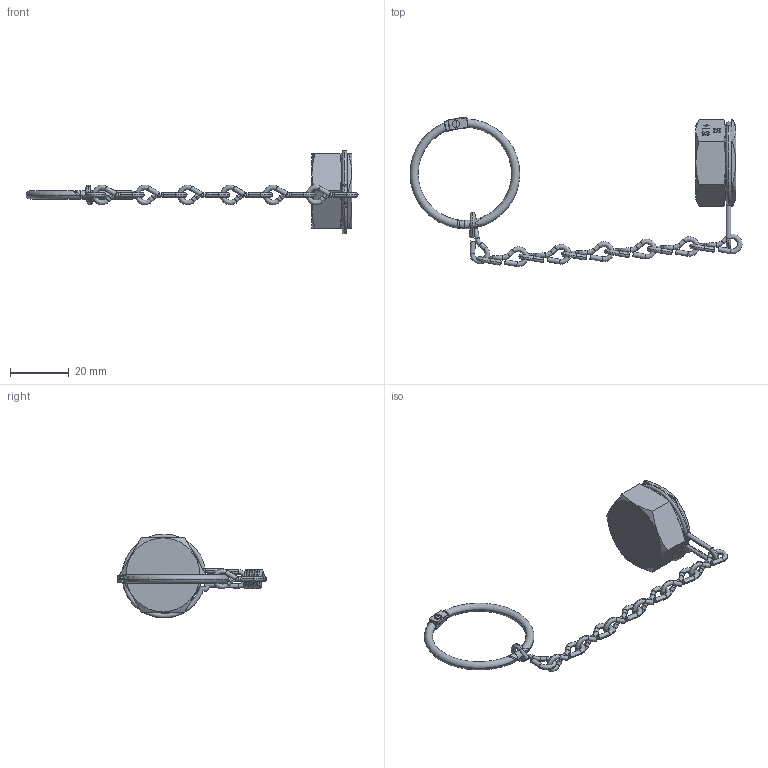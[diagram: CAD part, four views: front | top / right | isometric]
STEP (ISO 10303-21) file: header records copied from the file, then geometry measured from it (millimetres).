
FILE_DESCRIPTION (( 'STEP AP203' ), '1' );
FILE_NAME ('CAP-BS14SS-PR.step', '2025-10-30T20:28:46', ( '' ), ( '' ), 'SwSTEP 2.0', 'SolidWorks 2018', '' );
FILE_SCHEMA (( 'CONFIG_CONTROL_DESIGN' ));
Length unit declared in the file: inch
Products named in the file (9): PRT-001158; ASY-000291; CAP-BS14SS-PR; PRT-002255_SMALL PIN; PRT-002245_RING-1.187D HALF; PRT-000579; PRT-002239_STAINLESS; ASY-000211_One Link Bent; PRT-000846
Assembly tree (15 placements, depth 3):
  CAP-BS14SS-PR
    PRT-001158
    PRT-000846
    ASY-000211_One Link Bent
      PRT-002239_STAINLESS  x7
    ASY-000291
      PRT-002245_RING-1.187D HALF  x2
      PRT-002255_SMALL PIN
    PRT-000579
Bounding box: 112.93 x 50.8 x 28.55 mm (x, y, z)
Volume: 7172.9 mm3; surface area: 6750.5 mm2
Topology: 13 solids, 13 shells, 409 faces, 1082 edges, 695 vertices
Faces by surface type: cylinder 120, plane 99, bspline 95, torus 68, sphere 16, cone 11
Entity records: 16051 total; most frequent: CARTESIAN_POINT 9214, ORIENTED_EDGE 1378, DIRECTION 894, EDGE_CURVE 689, VERTEX_POINT 474, AXIS2_PLACEMENT_3D 321, B_SPLINE_CURVE_WITH_KNOTS 305, EDGE_LOOP 257
